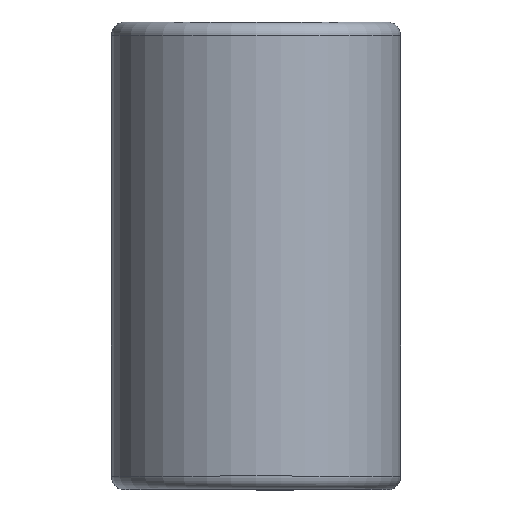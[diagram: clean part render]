
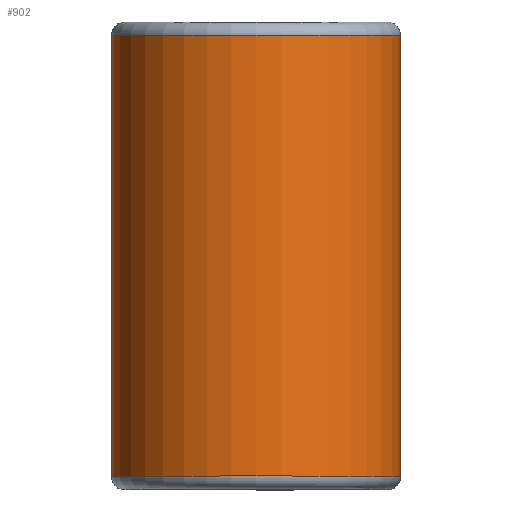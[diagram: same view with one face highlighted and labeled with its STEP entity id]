
A CAD part, top view. The second image highlights one B-rep face of the part: STEP entity #902.
In plain terms, the highlighted cylindrical face has radius 8.357 mm (diameter 16.713 mm), a partial arc.
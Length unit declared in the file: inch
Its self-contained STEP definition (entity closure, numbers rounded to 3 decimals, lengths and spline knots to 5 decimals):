
#68 = DIRECTION ( 'NONE',  ( 0., -1., 0. ) ) ;
#74 = EDGE_CURVE ( 'NONE', #2183, #1701, #1817, .T. ) ;
#128 = LINE ( 'NONE', #1962, #1273 ) ;
#259 = ORIENTED_EDGE ( 'NONE', *, *, #74, .F. ) ;
#264 = EDGE_CURVE ( 'NONE', #2879, #2183, #1353, .T. ) ;
#284 = EDGE_CURVE ( 'NONE', #2879, #1845, #128, .T. ) ;
#288 = EDGE_CURVE ( 'NONE', #1845, #1701, #1879, .T. ) ;
#354 = ORIENTED_EDGE ( 'NONE', *, *, #288, .T. ) ;
#372 = AXIS2_PLACEMENT_3D ( 'NONE', #2859, #68, #2639 ) ;
#396 = DIRECTION ( 'NONE',  ( 0., -1., 0. ) ) ;
#596 = DIRECTION ( 'NONE',  ( 0., -1., 0. ) ) ;
#605 = DIRECTION ( 'NONE',  ( 0., 1., 0. ) ) ;
#610 = VECTOR ( 'NONE', #868, 39.37008 ) ;
#705 = CARTESIAN_POINT ( 'NONE',  ( 0.329, 0.50125, 0.437 ) ) ;
#845 = CARTESIAN_POINT ( 'NONE',  ( -0.329, 0.50125, 0.437 ) ) ;
#852 = CYLINDRICAL_SURFACE ( 'NONE', #372, 0.329 ) ;
#868 = DIRECTION ( 'NONE',  ( 0., 1., 0. ) ) ;
#875 = CARTESIAN_POINT ( 'NONE',  ( -0.329, -0.50125, 0.437 ) ) ;
#902 = ADVANCED_FACE ( 'NONE', ( #1738 ), #852, .T. ) ;
#1024 = CARTESIAN_POINT ( 'NONE',  ( 0.329, -0.50125, 0.437 ) ) ;
#1162 = ORIENTED_EDGE ( 'NONE', *, *, #284, .T. ) ;
#1273 = VECTOR ( 'NONE', #605, 39.37008 ) ;
#1353 = CIRCLE ( 'NONE', #1409, 0.329 ) ;
#1409 = AXIS2_PLACEMENT_3D ( 'NONE', #1953, #596, #2203 ) ;
#1701 = VERTEX_POINT ( 'NONE', #2513 ) ;
#1738 = FACE_OUTER_BOUND ( 'NONE', #2775, .T. ) ;
#1747 = CARTESIAN_POINT ( 'NONE',  ( 0., 0.50125, 0.437 ) ) ;
#1817 = LINE ( 'NONE', #845, #610 ) ;
#1845 = VERTEX_POINT ( 'NONE', #705 ) ;
#1879 = CIRCLE ( 'NONE', #2034, 0.329 ) ;
#1953 = CARTESIAN_POINT ( 'NONE',  ( 0., -0.50125, 0.437 ) ) ;
#1962 = CARTESIAN_POINT ( 'NONE',  ( 0.329, 0.50125, 0.437 ) ) ;
#1976 = DIRECTION ( 'NONE',  ( 0., 0., -1. ) ) ;
#2034 = AXIS2_PLACEMENT_3D ( 'NONE', #1747, #396, #1976 ) ;
#2183 = VERTEX_POINT ( 'NONE', #875 ) ;
#2203 = DIRECTION ( 'NONE',  ( 0., 0., -1. ) ) ;
#2288 = ORIENTED_EDGE ( 'NONE', *, *, #264, .F. ) ;
#2513 = CARTESIAN_POINT ( 'NONE',  ( -0.329, 0.50125, 0.437 ) ) ;
#2639 = DIRECTION ( 'NONE',  ( 0., 0., -1. ) ) ;
#2775 = EDGE_LOOP ( 'NONE', ( #1162, #354, #259, #2288 ) ) ;
#2859 = CARTESIAN_POINT ( 'NONE',  ( 0., 0.5, 0.437 ) ) ;
#2879 = VERTEX_POINT ( 'NONE', #1024 ) ;
